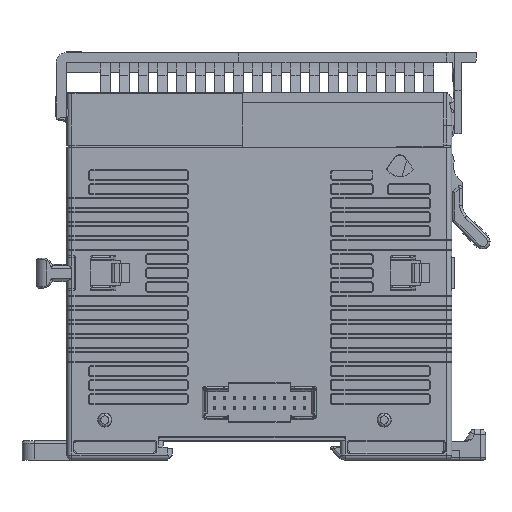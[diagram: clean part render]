
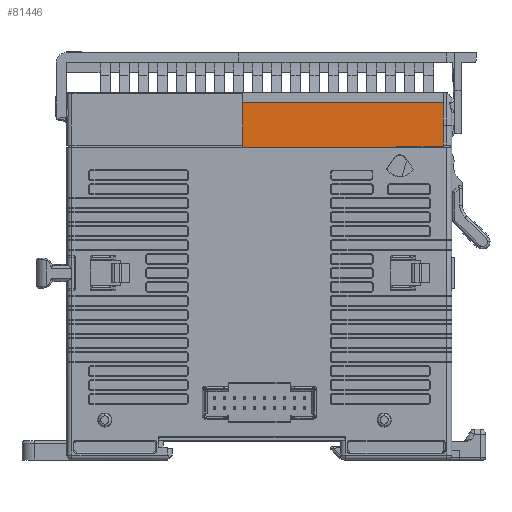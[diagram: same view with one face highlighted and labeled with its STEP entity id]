
A CAD part, left-side view. The second image highlights one B-rep face of the part: STEP entity #81446.
In plain terms, the highlighted planar face has unit normal (-1, 0, 0).
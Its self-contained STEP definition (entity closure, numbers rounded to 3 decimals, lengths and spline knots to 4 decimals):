
#2601 = VERTEX_POINT ( 'NONE', #18556 ) ;
#3097 = CARTESIAN_POINT ( 'NONE',  ( 0.332, 0.9713, 2.6405 ) ) ;
#3430 = CARTESIAN_POINT ( 'NONE',  ( 0.332, 1.437, 2.3039 ) ) ;
#4297 = LINE ( 'NONE', #3430, #20579 ) ;
#11445 = CARTESIAN_POINT ( 'NONE',  ( 0.332, -0.0591, 2.3039 ) ) ;
#14525 = CARTESIAN_POINT ( 'NONE',  ( 0.332, -1.4488, 2.3026 ) ) ;
#18556 = CARTESIAN_POINT ( 'NONE',  ( 0.332, 1.437, 2.3039 ) ) ;
#18560 = VECTOR ( 'NONE', #35707, 39.3701 ) ;
#20579 = VECTOR ( 'NONE', #56950, 39.3701 ) ;
#20616 = EDGE_CURVE ( 'NONE', #101287, #2601, #130884, .T. ) ;
#20921 = CARTESIAN_POINT ( 'NONE',  ( 0.332, 1.437, 2.3026 ) ) ;
#22353 = ORIENTED_EDGE ( 'NONE', *, *, #60444, .T. ) ;
#23535 = VERTEX_POINT ( 'NONE', #20921 ) ;
#29908 = LINE ( 'NONE', #95794, #124321 ) ;
#35707 = DIRECTION ( 'NONE',  ( 0., -1., 0. ) ) ;
#43564 = EDGE_CURVE ( 'NONE', #86363, #110339, #109566, .T. ) ;
#46029 = FACE_OUTER_BOUND ( 'NONE', #128371, .T. ) ;
#46534 = DIRECTION ( 'NONE',  ( 0., 0., 1. ) ) ;
#55700 = ORIENTED_EDGE ( 'NONE', *, *, #105364, .T. ) ;
#55975 = DIRECTION ( 'NONE',  ( 0., 1., 0. ) ) ;
#56950 = DIRECTION ( 'NONE',  ( 0., 0., 1. ) ) ;
#60444 = EDGE_CURVE ( 'NONE', #101287, #111298, #65859, .T. ) ;
#62676 = CARTESIAN_POINT ( 'NONE',  ( 0.332, -1.4488, 2.6602 ) ) ;
#63712 = DIRECTION ( 'NONE',  ( 0., 0., 1. ) ) ;
#65220 = ORIENTED_EDGE ( 'NONE', *, *, #20616, .F. ) ;
#65859 = LINE ( 'NONE', #171409, #138960 ) ;
#68504 = VECTOR ( 'NONE', #55975, 39.3701 ) ;
#68911 = PLANE ( 'NONE',  #153681 ) ;
#69124 = CARTESIAN_POINT ( 'NONE',  ( 0.332, 0.9713, 2.6602 ) ) ;
#71499 = DIRECTION ( 'NONE',  ( 0., 0., -1. ) ) ;
#73552 = CARTESIAN_POINT ( 'NONE',  ( 0.332, -1.437, 2.3026 ) ) ;
#76887 = LINE ( 'NONE', #158657, #129005 ) ;
#78378 = ORIENTED_EDGE ( 'NONE', *, *, #164457, .T. ) ;
#81446 = ADVANCED_FACE ( 'NONE', ( #46029 ), #68911, .F. ) ;
#84531 = CARTESIAN_POINT ( 'NONE',  ( 0.332, -1.437, 2.3039 ) ) ;
#85488 = LINE ( 'NONE', #86368, #90853 ) ;
#86363 = VERTEX_POINT ( 'NONE', #62676 ) ;
#86368 = CARTESIAN_POINT ( 'NONE',  ( 0.332, 1.4488, 2.3026 ) ) ;
#90853 = VECTOR ( 'NONE', #124153, 39.3701 ) ;
#95794 = CARTESIAN_POINT ( 'NONE',  ( 0.332, 1.4488, 2.3059 ) ) ;
#96543 = VERTEX_POINT ( 'NONE', #159256 ) ;
#101287 = VERTEX_POINT ( 'NONE', #84531 ) ;
#105364 = EDGE_CURVE ( 'NONE', #23535, #2601, #4297, .T. ) ;
#109428 = ORIENTED_EDGE ( 'NONE', *, *, #109849, .F. ) ;
#109566 = LINE ( 'NONE', #69124, #68504 ) ;
#109849 = EDGE_CURVE ( 'NONE', #96543, #110339, #29908, .T. ) ;
#110339 = VERTEX_POINT ( 'NONE', #147086 ) ;
#111298 = VERTEX_POINT ( 'NONE', #73552 ) ;
#124133 = ORIENTED_EDGE ( 'NONE', *, *, #141281, .T. ) ;
#124153 = DIRECTION ( 'NONE',  ( 0., -1., 0. ) ) ;
#124321 = VECTOR ( 'NONE', #46534, 39.3701 ) ;
#126208 = LINE ( 'NONE', #152631, #18560 ) ;
#128371 = EDGE_LOOP ( 'NONE', ( #160191, #109428, #124133, #55700, #65220, #22353, #78378, #156894 ) ) ;
#129005 = VECTOR ( 'NONE', #63712, 39.3701 ) ;
#130884 = LINE ( 'NONE', #11445, #140948 ) ;
#138960 = VECTOR ( 'NONE', #145875, 39.3701 ) ;
#139169 = DIRECTION ( 'NONE',  ( 1., 0., 0. ) ) ;
#140948 = VECTOR ( 'NONE', #159033, 39.3701 ) ;
#141281 = EDGE_CURVE ( 'NONE', #96543, #23535, #126208, .T. ) ;
#145875 = DIRECTION ( 'NONE',  ( 0., 0., -1. ) ) ;
#147086 = CARTESIAN_POINT ( 'NONE',  ( 0.332, 1.4488, 2.6602 ) ) ;
#152631 = CARTESIAN_POINT ( 'NONE',  ( 0.332, 1.4488, 2.3026 ) ) ;
#153681 = AXIS2_PLACEMENT_3D ( 'NONE', #3097, #139169, #71499 ) ;
#156481 = EDGE_CURVE ( 'NONE', #170555, #86363, #76887, .T. ) ;
#156894 = ORIENTED_EDGE ( 'NONE', *, *, #156481, .T. ) ;
#158657 = CARTESIAN_POINT ( 'NONE',  ( 0.332, -1.4488, 2.3059 ) ) ;
#159033 = DIRECTION ( 'NONE',  ( 0., 1., 0. ) ) ;
#159256 = CARTESIAN_POINT ( 'NONE',  ( 0.332, 1.4488, 2.3026 ) ) ;
#160191 = ORIENTED_EDGE ( 'NONE', *, *, #43564, .T. ) ;
#164457 = EDGE_CURVE ( 'NONE', #111298, #170555, #85488, .T. ) ;
#170555 = VERTEX_POINT ( 'NONE', #14525 ) ;
#171409 = CARTESIAN_POINT ( 'NONE',  ( 0.332, -1.437, 2.3039 ) ) ;
